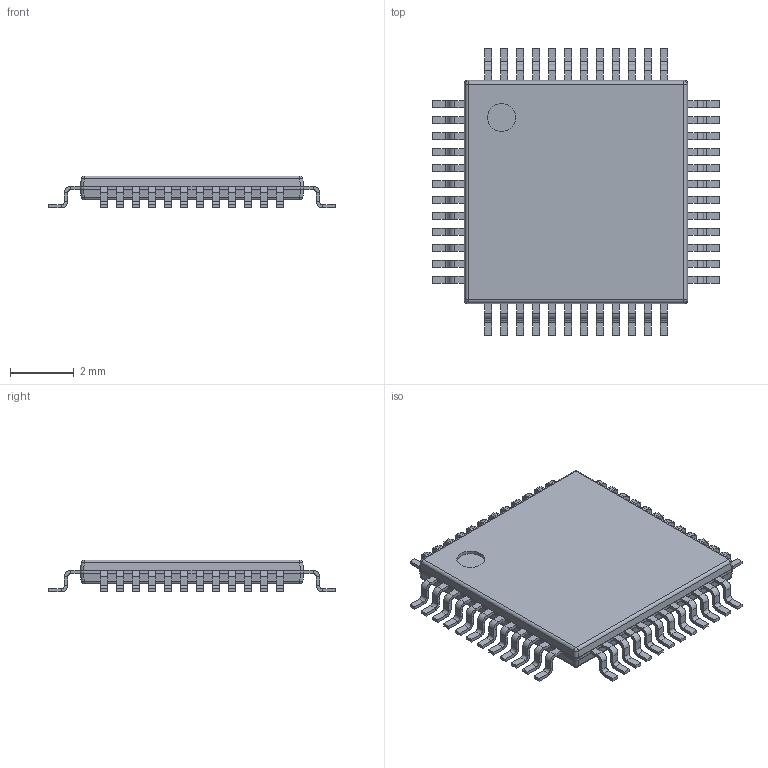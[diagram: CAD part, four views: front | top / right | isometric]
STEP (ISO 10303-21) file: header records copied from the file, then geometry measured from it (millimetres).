
FILE_DESCRIPTION(('Open CASCADE Model'),'2;1');
FILE_NAME('Open CASCADE Shape Model','2020-01-15T10:36:12',('Author'),( 'Open CASCADE'),'Open CASCADE STEP processor 6.8','Open CASCADE 6.8' ,'Unknown');
FILE_SCHEMA(('AUTOMOTIVE_DESIGN { 1 0 10303 214 1 1 1 1 }'));
Length unit declared in the file: millimetre
Products named in the file (8): PCB; Designator1; 6755139104; Open_CASCADE_STEP_translator_6.8_56.1; Body; Open_CASCADE_STEP_translator_6.8_56.2.1; Leader
Assembly tree (52 placements, depth 4):
  PCB
  Designator1
    6755139104
      Open_CASCADE_STEP_translator_6.8_56.1
      Body
        Open_CASCADE_STEP_translator_6.8_56.2.1
      Leader  x24
      Leader  x24
Bounding box: 9 x 9 x 1 mm (x, y, z)
Volume: 37.8 mm3; surface area: 162.5 mm2
Topology: 49 solids, 50 shells, 1117 faces, 2236 edges, 1211 vertices
Faces by surface type: plane 880, cylinder 221, sphere 8, bspline 8
Full cylindrical faces by diameter (mm): 0.875 x1
Entity records: 3743 total; most frequent: CARTESIAN_POINT 1221, DIRECTION 515, ORIENTED_EDGE 407, EDGE_CURVE 204, AXIS2_PLACEMENT_3D 193, LINE 129, VECTOR 129, VERTEX_POINT 107
